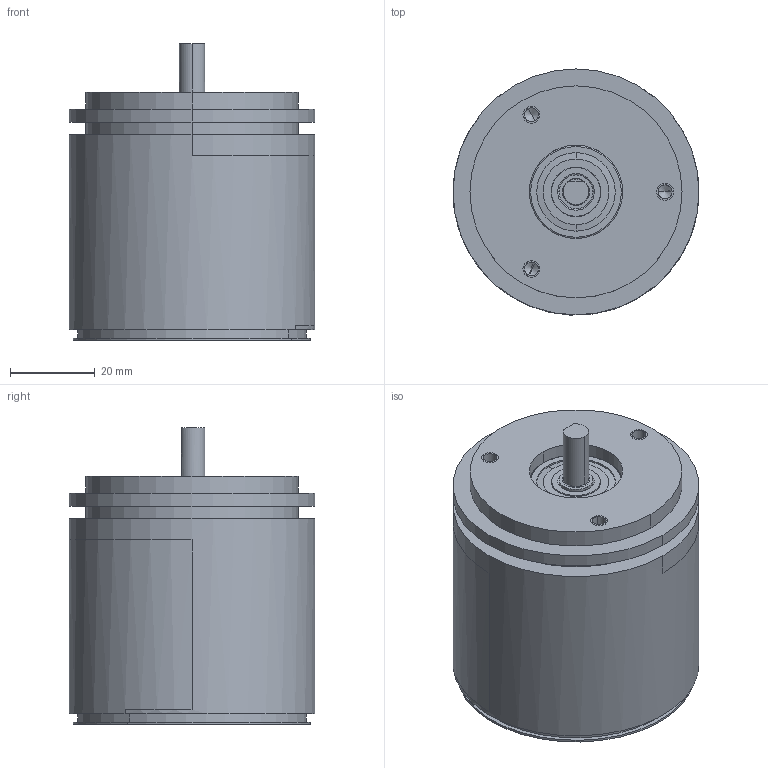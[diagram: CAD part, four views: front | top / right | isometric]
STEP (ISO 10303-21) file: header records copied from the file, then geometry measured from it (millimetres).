
FILE_DESCRIPTION((''),'2;1');
FILE_NAME('HM58_FB_D6','2014-09-15T',('lika51'),(''),'PRO/ENGINEER BY PARAMETRIC TECHNOLOGY CORPORATION, 2010180','PRO/ENGINEER BY PARAMETRIC TECHNOLOGY CORPORATION, 2010180','');
FILE_SCHEMA(('CONFIG_CONTROL_DESIGN'));
Length unit declared in the file: millimetre
Products named in the file (1): HM58_FB_D6
Bounding box: 58 x 58 x 70 mm (x, y, z)
Volume: 59014.9 mm3; surface area: 37958.6 mm2
Topology: 20 solids, 34 shells, 291 faces, 723 edges, 432 vertices
Faces by surface type: cylinder 128, plane 53, cone 44, torus 34, sphere 32
Entity records: 8439 total; most frequent: DIRECTION 1624, CARTESIAN_POINT 1565, ORIENTED_EDGE 1234, AXIS2_PLACEMENT_3D 712, EDGE_CURVE 639, VERTEX_POINT 432, CIRCLE 420, EDGE_LOOP 353
